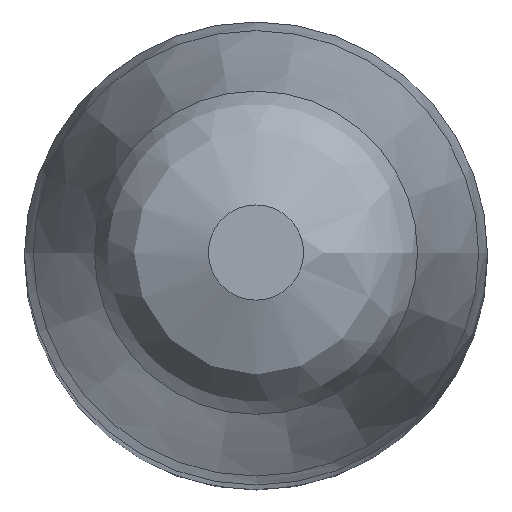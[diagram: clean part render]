
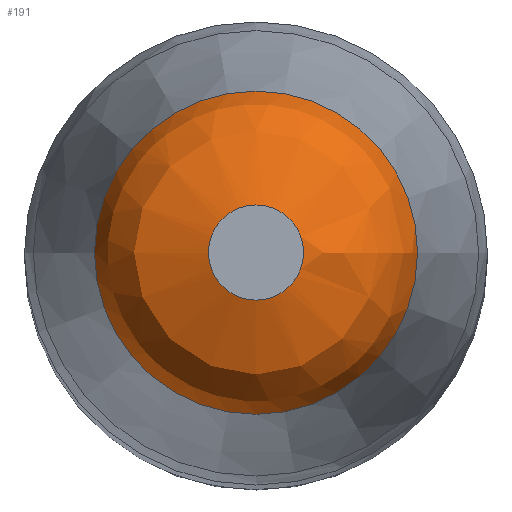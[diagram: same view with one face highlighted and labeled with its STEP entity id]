
A CAD part, top view. The second image highlights one B-rep face of the part: STEP entity #191.
In plain terms, the highlighted free-form (B-spline) face has degree [2, 2] with [3, 9] control points.
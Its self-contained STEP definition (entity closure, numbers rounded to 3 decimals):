
#23=(
BOUNDED_SURFACE()
B_SPLINE_SURFACE(2,2,((#404,#405,#406,#407,#408,#409,#410,#411,#412),(#413,
#414,#415,#416,#417,#418,#419,#420,#421),(#422,#423,#424,#425,#426,#427,
#428,#429,#430)),.UNSPECIFIED.,.F.,.T.,.F.)
B_SPLINE_SURFACE_WITH_KNOTS((3,3),(3,2,2,2,3),(-1.571,-0.175),
(-3.142,-1.571,0.,1.571,3.142),
 .UNSPECIFIED.)
GEOMETRIC_REPRESENTATION_ITEM()
RATIONAL_B_SPLINE_SURFACE(((1.,0.707,1.,0.707,1.,
0.707,1.,0.707,1.),(0.766,0.542,
0.766,0.542,0.766,0.542,
0.766,0.542,0.766),(1.,0.707,
1.,0.707,1.,0.707,1.,0.707,1.)))
REPRESENTATION_ITEM('')
SURFACE()
);
#43=CIRCLE('',#226,1.396);
#44=CIRCLE('',#227,1.);
#45=CIRCLE('',#228,0.411);
#46=CIRCLE('',#229,0.411);
#47=CIRCLE('',#230,1.396);
#57=FACE_OUTER_BOUND('',#73,.T.);
#73=EDGE_LOOP('',(#159,#160,#161,#162,#163,#164));
#103=VERTEX_POINT('',#431);
#104=VERTEX_POINT('',#432);
#105=VERTEX_POINT('',#434);
#106=VERTEX_POINT('',#436);
#123=EDGE_CURVE('',#103,#104,#43,.T.);
#124=EDGE_CURVE('',#104,#105,#44,.T.);
#125=EDGE_CURVE('',#105,#106,#45,.T.);
#126=EDGE_CURVE('',#106,#105,#46,.T.);
#127=EDGE_CURVE('',#104,#103,#47,.T.);
#159=ORIENTED_EDGE('',*,*,#123,.T.);
#160=ORIENTED_EDGE('',*,*,#124,.T.);
#161=ORIENTED_EDGE('',*,*,#125,.T.);
#162=ORIENTED_EDGE('',*,*,#126,.T.);
#163=ORIENTED_EDGE('',*,*,#124,.F.);
#164=ORIENTED_EDGE('',*,*,#127,.T.);
#191=ADVANCED_FACE('',(#57),#23,.F.);
#226=AXIS2_PLACEMENT_3D('',#433,#276,#277);
#227=AXIS2_PLACEMENT_3D('',#435,#278,#279);
#228=AXIS2_PLACEMENT_3D('',#437,#280,#281);
#229=AXIS2_PLACEMENT_3D('',#438,#282,#283);
#230=AXIS2_PLACEMENT_3D('',#439,#284,#285);
#276=DIRECTION('center_axis',(0.,0.,1.));
#277=DIRECTION('ref_axis',(1.,0.,0.));
#278=DIRECTION('center_axis',(0.,-1.,0.));
#279=DIRECTION('ref_axis',(1.,0.,0.));
#280=DIRECTION('center_axis',(0.,0.,-1.));
#281=DIRECTION('ref_axis',(1.,0.,0.));
#282=DIRECTION('center_axis',(0.,0.,-1.));
#283=DIRECTION('ref_axis',(1.,0.,0.));
#284=DIRECTION('center_axis',(0.,0.,1.));
#285=DIRECTION('ref_axis',(1.,0.,0.));
#404=CARTESIAN_POINT('Ctrl Pts',(0.411,0.,33.5));
#405=CARTESIAN_POINT('Ctrl Pts',(0.411,-0.411,33.5));
#406=CARTESIAN_POINT('Ctrl Pts',(0.,-0.411,33.5));
#407=CARTESIAN_POINT('Ctrl Pts',(-0.411,-0.411,
33.5));
#408=CARTESIAN_POINT('Ctrl Pts',(-0.411,0.,33.5));
#409=CARTESIAN_POINT('Ctrl Pts',(-0.411,0.411,33.5));
#410=CARTESIAN_POINT('Ctrl Pts',(0.,0.411,33.5));
#411=CARTESIAN_POINT('Ctrl Pts',(0.411,0.411,33.5));
#412=CARTESIAN_POINT('Ctrl Pts',(0.411,0.,33.5));
#413=CARTESIAN_POINT('Ctrl Pts',(1.25,0.,33.5));
#414=CARTESIAN_POINT('Ctrl Pts',(1.25,-1.25,33.5));
#415=CARTESIAN_POINT('Ctrl Pts',(0.,-1.25,33.5));
#416=CARTESIAN_POINT('Ctrl Pts',(-1.25,-1.25,33.5));
#417=CARTESIAN_POINT('Ctrl Pts',(-1.25,0.,33.5));
#418=CARTESIAN_POINT('Ctrl Pts',(-1.25,1.25,33.5));
#419=CARTESIAN_POINT('Ctrl Pts',(0.,1.25,33.5));
#420=CARTESIAN_POINT('Ctrl Pts',(1.25,1.25,33.5));
#421=CARTESIAN_POINT('Ctrl Pts',(1.25,0.,33.5));
#422=CARTESIAN_POINT('Ctrl Pts',(1.396,0.,32.674));
#423=CARTESIAN_POINT('Ctrl Pts',(1.396,-1.396,32.674));
#424=CARTESIAN_POINT('Ctrl Pts',(0.,-1.396,32.674));
#425=CARTESIAN_POINT('Ctrl Pts',(-1.396,-1.396,32.674));
#426=CARTESIAN_POINT('Ctrl Pts',(-1.396,0.,32.674));
#427=CARTESIAN_POINT('Ctrl Pts',(-1.396,1.396,32.674));
#428=CARTESIAN_POINT('Ctrl Pts',(0.,1.396,32.674));
#429=CARTESIAN_POINT('Ctrl Pts',(1.396,1.396,32.674));
#430=CARTESIAN_POINT('Ctrl Pts',(1.396,0.,32.674));
#431=CARTESIAN_POINT('',(-1.396,0.,32.674));
#432=CARTESIAN_POINT('',(1.396,0.,32.674));
#433=CARTESIAN_POINT('Origin',(0.,0.,32.674));
#434=CARTESIAN_POINT('',(0.411,0.,33.5));
#435=CARTESIAN_POINT('Origin',(0.411,0.,
32.5));
#436=CARTESIAN_POINT('',(-0.411,0.,33.5));
#437=CARTESIAN_POINT('Origin',(0.,0.,33.5));
#438=CARTESIAN_POINT('Origin',(0.,0.,33.5));
#439=CARTESIAN_POINT('Origin',(0.,0.,32.674));
